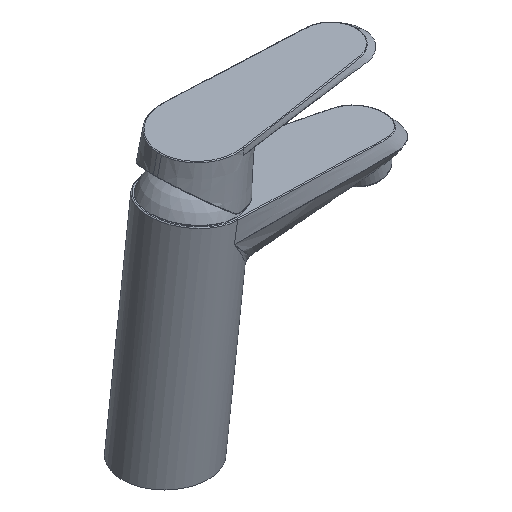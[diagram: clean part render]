
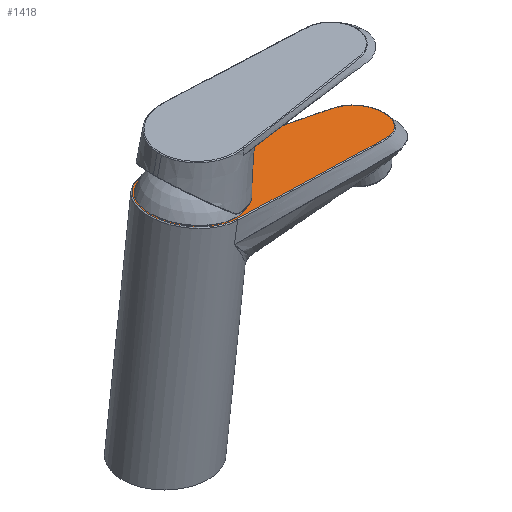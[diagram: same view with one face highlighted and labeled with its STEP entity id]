
A CAD part, isometric view. The second image highlights one B-rep face of the part: STEP entity #1418.
In plain terms, the highlighted planar face has unit normal (0.122, 0, 0.993).
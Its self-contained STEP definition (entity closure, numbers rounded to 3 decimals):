
#273=B_SPLINE_CURVE_WITH_KNOTS('',3,(#6518,#6519,#6520,#6521,#6522,#6523,
#6524,#6525,#6526,#6527,#6528,#6529,#6530,#6531,#6532,#6533,#6534,#6535,
#6536,#6537,#6538,#6539,#6540,#6541,#6542,#6543,#6544,#6545,#6546,#6547,
#6548,#6549,#6550,#6551,#6552,#6553,#6554,#6555,#6556,#6557,#6558,#6559,
#6560,#6561,#6562,#6563,#6564,#6565,#6566,#6567,#6568,#6569),
 .UNSPECIFIED.,.T.,.F.,(1,1,1,1,1,1,1,1,1,1,1,1,1,1,1,1,1,1,1,1,1,1,1,1,
1,1,1,1,1,1,1,1,1,1,1,1,1,1,1,1,1,1,1,1,1,1,1,1,1,1,1,1,1,1,1,1),(-0.049,
-0.033,-0.016,0.,0.015,0.03,0.059,
0.075,0.091,0.122,0.137,0.153,0.184,
0.2,0.215,0.247,0.262,0.278,
0.309,0.325,0.34,0.372,
0.387,0.403,0.434,0.45,
0.465,0.497,0.512,0.528,
0.559,0.575,0.59,0.622,
0.637,0.653,0.684,0.7,0.715,
0.747,0.762,0.778,0.809,
0.825,0.84,0.872,0.887,
0.903,0.934,0.951,0.967,
0.984,1.,1.015,1.03,1.059),.UNSPECIFIED.);
#274=B_SPLINE_CURVE_WITH_KNOTS('',3,(#6574,#6575,#6576,#6577,#6578,#6579,
#6580,#6581,#6582,#6583,#6584,#6585,#6586,#6587,#6588,#6589,#6590,#6591,
#6592,#6593,#6594,#6595,#6596,#6597,#6598,#6599,#6600,#6601,#6602,#6603,
#6604,#6605,#6606,#6607,#6608,#6609),.UNSPECIFIED.,.F.,.F.,(4,1,1,1,1,1,
1,1,1,1,1,1,1,1,1,1,1,1,1,1,1,1,1,1,1,1,1,1,1,1,1,1,1,4),(0.,0.015,
0.03,0.044,0.059,0.067,
0.074,0.081,0.089,0.092,
0.096,0.1,0.103,0.105,
0.107,0.111,0.118,0.122,
0.126,0.129,0.133,0.135,
0.137,0.14,0.144,0.148,
0.155,0.163,0.17,0.177,
0.192,0.207,0.222,0.237),
 .UNSPECIFIED.);
#641=ORIENTED_EDGE('',*,*,#890,.T.);
#642=ORIENTED_EDGE('',*,*,#891,.T.);
#643=ORIENTED_EDGE('',*,*,#892,.T.);
#890=EDGE_CURVE('',#1068,#1068,#273,.T.);
#891=EDGE_CURVE('',#1069,#1070,#1119,.T.);
#892=EDGE_CURVE('',#1070,#1069,#274,.T.);
#1068=VERTEX_POINT('',#6570);
#1069=VERTEX_POINT('',#6572);
#1070=VERTEX_POINT('',#6573);
#1119=CIRCLE('',#1941,24.5);
#1210=EDGE_LOOP('',(#641));
#1211=EDGE_LOOP('',(#642,#643));
#1314=FACE_BOUND('',#1210,.T.);
#1315=FACE_BOUND('',#1211,.T.);
#1346=PLANE('',#1940);
#1418=ADVANCED_FACE('',(#1314,#1315),#1346,.T.);
#1940=AXIS2_PLACEMENT_3D('',#6517,#2231,#2232);
#1941=AXIS2_PLACEMENT_3D('',#6571,#2233,#2234);
#2231=DIRECTION('',(0.122,0.,0.993));
#2232=DIRECTION('',(0.,1.,0.));
#2233=DIRECTION('',(0.122,0.,0.993));
#2234=DIRECTION('',(0.993,0.,-0.122));
#6517=CARTESIAN_POINT('',(127.695,-25.,109.243));
#6518=CARTESIAN_POINT('',(38.194,2.429,120.232));
#6519=CARTESIAN_POINT('',(38.312,0.08,120.218));
#6520=CARTESIAN_POINT('',(38.209,-2.194,120.231));
#6521=CARTESIAN_POINT('',(37.811,-5.051,120.28));
#6522=CARTESIAN_POINT('',(37.003,-7.873,120.379));
#6523=CARTESIAN_POINT('',(35.78,-10.625,120.529));
#6524=CARTESIAN_POINT('',(34.287,-13.255,120.712));
#6525=CARTESIAN_POINT('',(32.414,-15.648,120.942));
#6526=CARTESIAN_POINT('',(30.184,-17.774,121.216));
#6527=CARTESIAN_POINT('',(27.802,-19.635,121.509));
#6528=CARTESIAN_POINT('',(25.157,-21.127,121.833));
#6529=CARTESIAN_POINT('',(22.286,-22.232,122.186));
#6530=CARTESIAN_POINT('',(19.378,-23.033,122.543));
#6531=CARTESIAN_POINT('',(16.368,-23.392,122.912));
#6532=CARTESIAN_POINT('',(13.296,-23.306,123.29));
#6533=CARTESIAN_POINT('',(10.305,-22.925,123.657));
#6534=CARTESIAN_POINT('',(7.387,-22.096,124.015));
#6535=CARTESIAN_POINT('',(4.581,-20.833,124.36));
#6536=CARTESIAN_POINT('',(1.963,-19.327,124.681));
#6537=CARTESIAN_POINT('',(-0.418,-17.437,124.973));
#6538=CARTESIAN_POINT('',(-2.53,-15.187,125.233));
#6539=CARTESIAN_POINT('',(-4.377,-12.787,125.46));
#6540=CARTESIAN_POINT('',(-5.859,-10.122,125.642));
#6541=CARTESIAN_POINT('',(-6.956,-7.229,125.776));
#6542=CARTESIAN_POINT('',(-7.751,-4.3,125.874));
#6543=CARTESIAN_POINT('',(-8.107,-1.267,125.918));
#6544=CARTESIAN_POINT('',(-8.022,1.829,125.907));
#6545=CARTESIAN_POINT('',(-7.644,4.842,125.861));
#6546=CARTESIAN_POINT('',(-6.821,7.781,125.76));
#6547=CARTESIAN_POINT('',(-5.567,10.609,125.606));
#6548=CARTESIAN_POINT('',(-4.072,13.246,125.422));
#6549=CARTESIAN_POINT('',(-2.196,15.645,125.192));
#6550=CARTESIAN_POINT('',(0.037,17.773,124.918));
#6551=CARTESIAN_POINT('',(2.419,19.634,124.625));
#6552=CARTESIAN_POINT('',(5.064,21.127,124.3));
#6553=CARTESIAN_POINT('',(7.935,22.232,123.948));
#6554=CARTESIAN_POINT('',(10.843,23.033,123.591));
#6555=CARTESIAN_POINT('',(13.853,23.392,123.221));
#6556=CARTESIAN_POINT('',(16.926,23.306,122.844));
#6557=CARTESIAN_POINT('',(19.917,22.925,122.477));
#6558=CARTESIAN_POINT('',(22.834,22.096,122.118));
#6559=CARTESIAN_POINT('',(25.64,20.833,121.774));
#6560=CARTESIAN_POINT('',(28.258,19.327,121.452));
#6561=CARTESIAN_POINT('',(30.639,17.437,121.16));
#6562=CARTESIAN_POINT('',(32.752,15.187,120.901));
#6563=CARTESIAN_POINT('',(34.599,12.787,120.674));
#6564=CARTESIAN_POINT('',(36.1,10.087,120.49));
#6565=CARTESIAN_POINT('',(37.218,7.115,120.352));
#6566=CARTESIAN_POINT('',(37.828,4.797,120.278));
#6567=CARTESIAN_POINT('',(38.194,2.429,120.232));
#6568=CARTESIAN_POINT('',(38.312,0.08,120.218));
#6569=CARTESIAN_POINT('',(38.209,-2.194,120.231));
#6570=CARTESIAN_POINT('',(38.275,0.,120.223));
#6571=CARTESIAN_POINT('',(15.111,0.,123.067));
#6572=CARTESIAN_POINT('',(17.413,24.39,122.784));
#6573=CARTESIAN_POINT('',(17.391,-24.392,122.787));
#6574=CARTESIAN_POINT('',(17.391,-24.392,122.787));
#6575=CARTESIAN_POINT('',(22.26,-23.93,122.189));
#6576=CARTESIAN_POINT('',(32.,-23.007,120.993));
#6577=CARTESIAN_POINT('',(46.609,-21.624,119.199));
#6578=CARTESIAN_POINT('',(61.219,-20.242,117.405));
#6579=CARTESIAN_POINT('',(73.393,-19.093,115.911));
#6580=CARTESIAN_POINT('',(83.133,-18.174,114.715));
#6581=CARTESIAN_POINT('',(90.438,-17.485,113.818));
#6582=CARTESIAN_POINT('',(97.743,-16.799,112.921));
#6583=CARTESIAN_POINT('',(103.83,-16.222,112.173));
#6584=CARTESIAN_POINT('',(108.701,-15.771,111.575));
#6585=CARTESIAN_POINT('',(112.351,-15.412,111.127));
#6586=CARTESIAN_POINT('',(115.947,-14.785,110.686));
#6587=CARTESIAN_POINT('',(118.869,-13.827,110.327));
#6588=CARTESIAN_POINT('',(121.096,-12.581,110.053));
#6589=CARTESIAN_POINT('',(123.044,-11.023,109.814));
#6590=CARTESIAN_POINT('',(125.945,-7.594,109.458));
#6591=CARTESIAN_POINT('',(127.654,-2.645,109.248));
#6592=CARTESIAN_POINT('',(127.468,2.482,109.271));
#6593=CARTESIAN_POINT('',(126.397,6.184,109.403));
#6594=CARTESIAN_POINT('',(124.47,9.472,109.639));
#6595=CARTESIAN_POINT('',(122.256,11.773,109.911));
#6596=CARTESIAN_POINT('',(120.17,13.14,110.167));
#6597=CARTESIAN_POINT('',(117.862,14.206,110.451));
#6598=CARTESIAN_POINT('',(114.856,15.024,110.82));
#6599=CARTESIAN_POINT('',(111.116,15.553,111.279));
#6600=CARTESIAN_POINT('',(106.119,16.003,111.892));
#6601=CARTESIAN_POINT('',(99.871,16.6,112.659));
#6602=CARTESIAN_POINT('',(92.375,17.302,113.58));
#6603=CARTESIAN_POINT('',(84.879,18.01,114.5));
#6604=CARTESIAN_POINT('',(74.884,18.952,115.728));
#6605=CARTESIAN_POINT('',(62.39,20.132,117.262));
#6606=CARTESIAN_POINT('',(47.397,21.549,119.103));
#6607=CARTESIAN_POINT('',(32.405,22.969,120.943));
#6608=CARTESIAN_POINT('',(22.41,23.916,122.171));
#6609=CARTESIAN_POINT('',(17.413,24.39,122.784));
